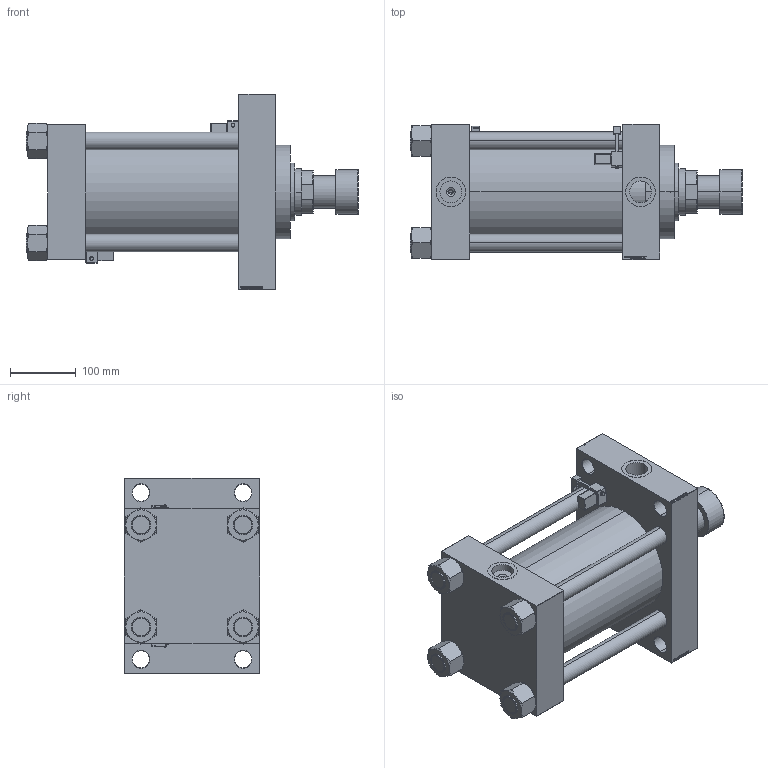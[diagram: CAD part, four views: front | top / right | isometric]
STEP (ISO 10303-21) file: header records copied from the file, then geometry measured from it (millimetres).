
FILE_DESCRIPTION (( 'STEP AP203' ), '1' );
FILE_NAME ('33c9.STEP', '2022-08-29T12:24:59', ( '' ), ( '' ), 'SwSTEP 2.0', 'SolidWorks 2019', '' );
FILE_SCHEMA (( 'CONFIG_CONTROL_DESIGN' ));
Length unit declared in the file: millimetre
Products named in the file (8): V215CD_VC_A 51a42b9eeb13656834d36fef6b706671; V215CD_NUT_M5_D 51a42b9eeb13656834d36fef6b706671; V215CD_VCP_D 51a42b9eeb13656834d36fef6b706671; V215CD_D_Body 51a42b9eeb13656834d36fef6b706671; 33c9; V215CR_ROD_END_F 51a42b9eeb13656834d36fef6b706671; V215CR_MSU 51a42b9eeb13656834d36fef6b706671; V215CD_D_TYCINKA 51a42b9eeb13656834d36fef6b706671
Assembly tree (14 placements, depth 2):
  33c9
    V215CD_D_Body 51a42b9eeb13656834d36fef6b706671
    V215CD_VC_A 51a42b9eeb13656834d36fef6b706671
    V215CD_VCP_D 51a42b9eeb13656834d36fef6b706671
    V215CD_D_TYCINKA 51a42b9eeb13656834d36fef6b706671  x4
    V215CD_NUT_M5_D 51a42b9eeb13656834d36fef6b706671  x4
    V215CR_ROD_END_F 51a42b9eeb13656834d36fef6b706671
    V215CR_MSU 51a42b9eeb13656834d36fef6b706671  x2
Bounding box: 504 x 205 x 297 mm (x, y, z)
Volume: 9162810.6 mm3; surface area: 984242.1 mm2
Topology: 14 solids, 14 shells, 1322 faces, 3301 edges, 2105 vertices
Faces by surface type: plane 608, bspline 368, cylinder 156, cone 142, torus 24, sphere 24
Entity records: 50506 total; most frequent: CARTESIAN_POINT 25646, ORIENTED_EDGE 5484, DIRECTION 3752, EDGE_CURVE 2742, VERTEX_POINT 1787, LINE 1634, VECTOR 1634, EDGE_LOOP 1227
